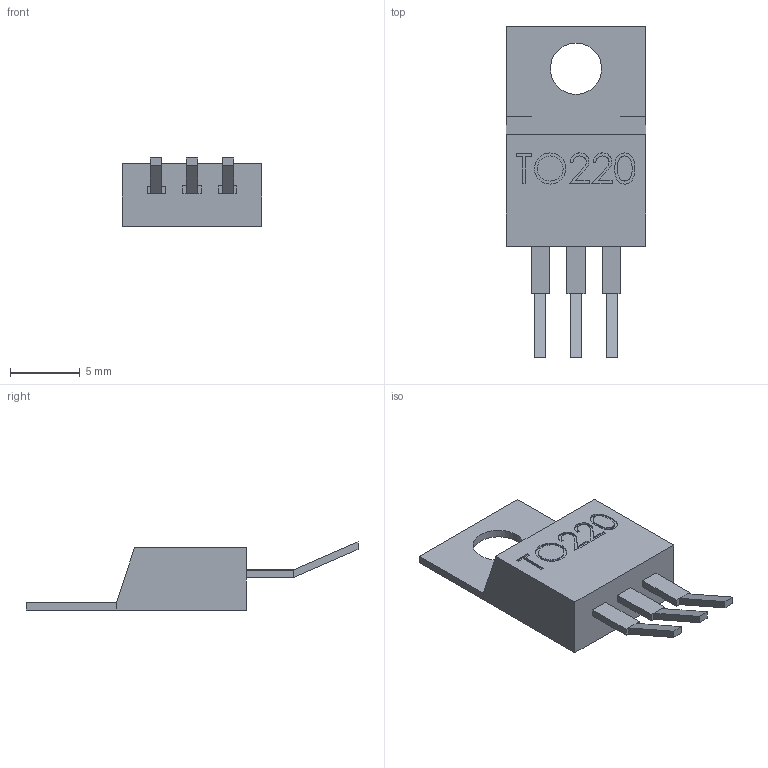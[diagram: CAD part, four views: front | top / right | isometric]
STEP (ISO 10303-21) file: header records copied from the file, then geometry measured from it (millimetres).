
FILE_DESCRIPTION (( 'STEP AP214' ), '1' );
FILE_NAME ('TO220 (bend).STEP', '2023-02-08T10:34:15', ( '' ), ( '' ), 'SwSTEP 2.0', 'SolidWorks 2021', '' );
FILE_SCHEMA (( 'AUTOMOTIVE_DESIGN' ));
Length unit declared in the file: millimetre
Products named in the file (1): TO220 (bend)
Bounding box: 9.97 x 23.73 x 4.87 mm (x, y, z)
Volume: 429.3 mm3; surface area: 640.7 mm2
Topology: 2 solids, 2 shells, 115 faces, 289 edges, 188 vertices
Faces by surface type: plane 84, bspline 29, cylinder 2
Entity records: 6113 total; most frequent: CARTESIAN_POINT 2902, ORIENTED_EDGE 578, DIRECTION 409, EDGE_CURVE 289, VECTOR 227, LINE 227, VERTEX_POINT 188, EDGE_LOOP 127
